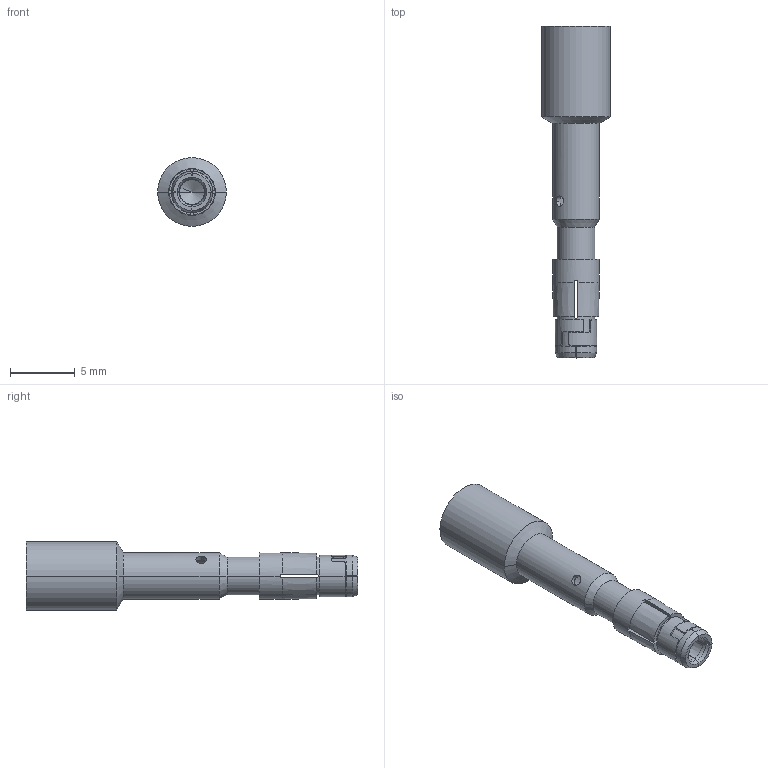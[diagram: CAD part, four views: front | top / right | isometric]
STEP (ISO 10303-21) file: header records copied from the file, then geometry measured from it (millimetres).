
FILE_DESCRIPTION((''),'2;1');
FILE_NAME('M23-FC30G-4P0_SW0001','2017-08-10T',('hq.zhang'),(''),'PRO/ENGINEER BY PARAMETRIC TECHNOLOGY CORPORATION, 2012480','PRO/ENGINEER BY PARAMETRIC TECHNOLOGY CORPORATION, 2012480','');
FILE_SCHEMA(('AUTOMOTIVE_DESIGN { 1 0 10303 214 1 1 1 1 }'));
Length unit declared in the file: millimetre
Products named in the file (1): M23-FC30G-4P0_SW0001
Bounding box: 5.3 x 25.6 x 5.3 mm (x, y, z)
Volume: 151.9 mm3; surface area: 593 mm2
Topology: 1 solids, 1 shells, 109 faces, 335 edges, 212 vertices
Faces by surface type: cone 50, cylinder 31, plane 22, torus 6
Entity records: 4163 total; most frequent: CARTESIAN_POINT 1264, ORIENTED_EDGE 662, DIRECTION 535, EDGE_CURVE 331, AXIS2_PLACEMENT_3D 225, VERTEX_POINT 212, B_SPLINE_CURVE_WITH_KNOTS 130, CIRCLE 116
